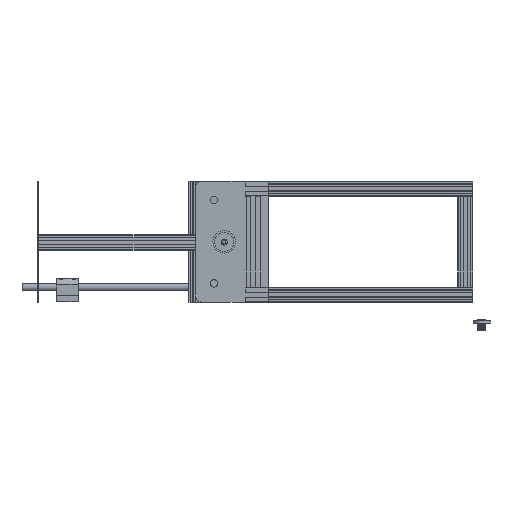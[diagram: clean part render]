
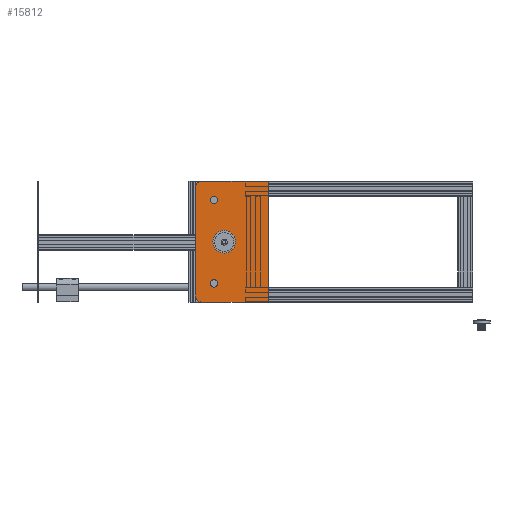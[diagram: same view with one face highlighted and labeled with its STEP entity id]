
A CAD part, left-side view. The second image highlights one B-rep face of the part: STEP entity #15812.
In plain terms, the highlighted planar face has unit normal (-1, 0, 0).
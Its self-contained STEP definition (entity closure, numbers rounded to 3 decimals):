
#1110=FACE_BOUND('',#2432,.T.);
#1111=FACE_BOUND('',#2433,.T.);
#1112=FACE_BOUND('',#2434,.T.);
#1242=PLANE('',#16953);
#1567=FACE_OUTER_BOUND('',#2431,.T.);
#2431=EDGE_LOOP('',(#10897,#10898,#10899,#10900,#10901,#10902));
#2432=EDGE_LOOP('',(#10903));
#2433=EDGE_LOOP('',(#10904));
#2434=EDGE_LOOP('',(#10905));
#3479=LINE('',#22355,#4774);
#3482=LINE('',#22361,#4777);
#3485=LINE('',#22367,#4780);
#3489=LINE('',#22379,#4784);
#4774=VECTOR('',#18610,10.);
#4777=VECTOR('',#18615,10.);
#4780=VECTOR('',#18620,10.);
#4784=VECTOR('',#18632,10.);
#5884=CIRCLE('',#16935,5.);
#5886=CIRCLE('',#16938,5.);
#5888=CIRCLE('',#16941,15.);
#5891=CIRCLE('',#16948,10.);
#5893=CIRCLE('',#16952,10.);
#6335=VERTEX_POINT('',#22331);
#6337=VERTEX_POINT('',#22337);
#6339=VERTEX_POINT('',#22343);
#6343=VERTEX_POINT('',#22352);
#6344=VERTEX_POINT('',#22354);
#6346=VERTEX_POINT('',#22360);
#6348=VERTEX_POINT('',#22366);
#6350=VERTEX_POINT('',#22372);
#6352=VERTEX_POINT('',#22378);
#8080=EDGE_CURVE('',#6335,#6335,#5884,.T.);
#8083=EDGE_CURVE('',#6337,#6337,#5886,.T.);
#8086=EDGE_CURVE('',#6339,#6339,#5888,.T.);
#8091=EDGE_CURVE('',#6344,#6343,#3479,.T.);
#8094=EDGE_CURVE('',#6346,#6344,#3482,.T.);
#8097=EDGE_CURVE('',#6348,#6346,#3485,.T.);
#8100=EDGE_CURVE('',#6350,#6348,#5891,.T.);
#8103=EDGE_CURVE('',#6352,#6350,#3489,.T.);
#8106=EDGE_CURVE('',#6343,#6352,#5893,.T.);
#10897=ORIENTED_EDGE('',*,*,#8106,.T.);
#10898=ORIENTED_EDGE('',*,*,#8103,.T.);
#10899=ORIENTED_EDGE('',*,*,#8100,.T.);
#10900=ORIENTED_EDGE('',*,*,#8097,.T.);
#10901=ORIENTED_EDGE('',*,*,#8094,.T.);
#10902=ORIENTED_EDGE('',*,*,#8091,.T.);
#10903=ORIENTED_EDGE('',*,*,#8086,.T.);
#10904=ORIENTED_EDGE('',*,*,#8083,.T.);
#10905=ORIENTED_EDGE('',*,*,#8080,.T.);
#15812=ADVANCED_FACE('',(#1567,#1110,#1111,#1112),#1242,.T.);
#16935=AXIS2_PLACEMENT_3D('',#22332,#18587,#18588);
#16938=AXIS2_PLACEMENT_3D('',#22338,#18594,#18595);
#16941=AXIS2_PLACEMENT_3D('',#22344,#18601,#18602);
#16948=AXIS2_PLACEMENT_3D('',#22373,#18626,#18627);
#16952=AXIS2_PLACEMENT_3D('',#22383,#18638,#18639);
#16953=AXIS2_PLACEMENT_3D('',#22384,#18640,#18641);
#18587=DIRECTION('center_axis',(1.,0.,0.));
#18588=DIRECTION('ref_axis',(0.,0.,
1.));
#18594=DIRECTION('center_axis',(1.,0.,0.));
#18595=DIRECTION('ref_axis',(0.,0.,
1.));
#18601=DIRECTION('center_axis',(1.,0.,0.));
#18602=DIRECTION('ref_axis',(0.,0.,
1.));
#18610=DIRECTION('',(0.,1.,0.));
#18615=DIRECTION('',(0.,0.,1.));
#18620=DIRECTION('',(0.,-1.,0.));
#18626=DIRECTION('center_axis',(-1.,0.,0.));
#18627=DIRECTION('ref_axis',(0.,1.,0.));
#18632=DIRECTION('',(0.,0.,-1.));
#18638=DIRECTION('center_axis',(-1.,0.,0.));
#18639=DIRECTION('ref_axis',(0.,0.,
1.));
#18640=DIRECTION('center_axis',(-1.,0.,0.));
#18641=DIRECTION('ref_axis',(0.,0.,
1.));
#22331=CARTESIAN_POINT('',(-12.013,342.,10.));
#22332=CARTESIAN_POINT('Origin',(-12.013,342.,15.));
#22337=CARTESIAN_POINT('',(-12.013,342.,120.));
#22338=CARTESIAN_POINT('Origin',(-12.013,342.,125.));
#22343=CARTESIAN_POINT('',(-12.013,328.5,55.));
#22344=CARTESIAN_POINT('Origin',(-12.013,328.5,70.));
#22352=CARTESIAN_POINT('',(-12.013,357.,150.));
#22354=CARTESIAN_POINT('',(-12.013,270.,150.));
#22355=CARTESIAN_POINT('',(-12.013,270.,150.));
#22360=CARTESIAN_POINT('',(-12.013,270.,-10.));
#22361=CARTESIAN_POINT('',(-12.013,270.,-10.));
#22366=CARTESIAN_POINT('',(-12.013,357.,-10.));
#22367=CARTESIAN_POINT('',(-12.013,357.,-10.));
#22372=CARTESIAN_POINT('',(-12.013,367.,0.));
#22373=CARTESIAN_POINT('Origin',(-12.013,357.,0.));
#22378=CARTESIAN_POINT('',(-12.013,367.,140.));
#22379=CARTESIAN_POINT('',(-12.013,367.,140.));
#22383=CARTESIAN_POINT('Origin',(-12.013,357.,140.));
#22384=CARTESIAN_POINT('Origin',(-12.013,318.5,70.));
